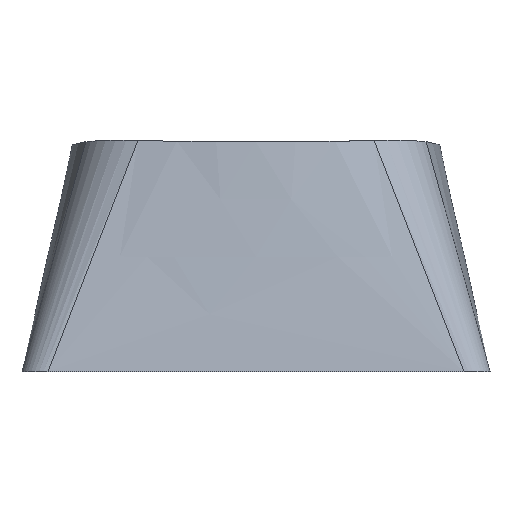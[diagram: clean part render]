
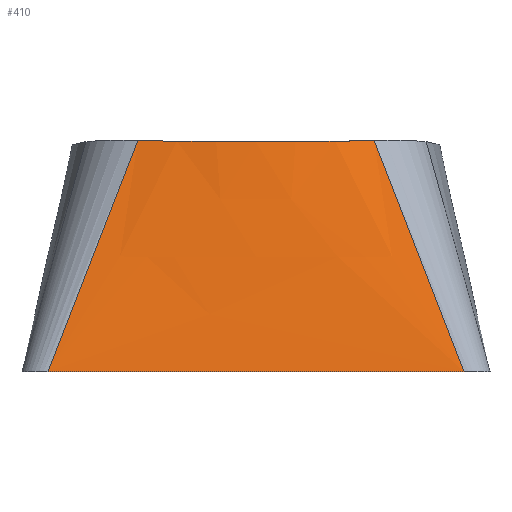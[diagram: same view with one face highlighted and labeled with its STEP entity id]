
A CAD part, front view. The second image highlights one B-rep face of the part: STEP entity #410.
In plain terms, the highlighted free-form (B-spline) face has degree [3, 1] with [10, 2] control points.
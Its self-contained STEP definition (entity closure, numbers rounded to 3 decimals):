
#315=CARTESIAN_POINT('',(51.543,-25.53,-0.11));
#316=VERTEX_POINT('',#315);
#333=CARTESIAN_POINT('',(55.,-28.,-9.));
#334=VERTEX_POINT('',#333);
#335=CARTESIAN_POINT('',(51.543,-25.53,-0.11));
#336=DIRECTION('',(0.351,-0.251,-0.902));
#337=VECTOR('',#336,9.854);
#338=LINE('',#335,#337);
#339=EDGE_CURVE('',#316,#334,#338,.T.);
#351=CARTESIAN_POINT('',(39.,-28.,-9.));
#352=CARTESIAN_POINT('',(42.457,-25.53,-0.11));
#353=CARTESIAN_POINT('',(40.333,-28.,-9.));
#354=CARTESIAN_POINT('',(43.203,-25.693,-0.11));
#355=CARTESIAN_POINT('',(41.667,-28.,-9.));
#356=CARTESIAN_POINT('',(43.957,-25.816,-0.11));
#357=CARTESIAN_POINT('',(44.333,-28.,-9.));
#358=CARTESIAN_POINT('',(45.474,-25.982,-0.11));
#359=CARTESIAN_POINT('',(45.667,-28.,-9.));
#360=CARTESIAN_POINT('',(46.237,-26.024,-0.11));
#361=CARTESIAN_POINT('',(48.333,-28.,-9.));
#362=CARTESIAN_POINT('',(47.763,-26.024,-0.11));
#363=CARTESIAN_POINT('',(49.667,-28.,-9.));
#364=CARTESIAN_POINT('',(48.526,-25.982,-0.11));
#365=CARTESIAN_POINT('',(52.333,-28.,-9.));
#366=CARTESIAN_POINT('',(50.043,-25.816,-0.11));
#367=CARTESIAN_POINT('',(53.667,-28.,-9.));
#368=CARTESIAN_POINT('',(50.797,-25.693,-0.11));
#369=CARTESIAN_POINT('',(55.,-28.,-9.));
#370=CARTESIAN_POINT('',(51.543,-25.53,-0.11));
#371=B_SPLINE_SURFACE_WITH_KNOTS('',3,1,((#351,#352),(#353,#354),(#355,#356),(#357,#358),(#359,#360),(#361,#362),(#363,#364),(#365,#366),(#367,#368),(#369,#370)),.UNSPECIFIED.,.F.,.F.,.U.,(4,2,2,2,4),(2,2),(0.,0.25,0.5,0.75,1.),(0.,0.988),.UNSPECIFIED.);
#372=ORIENTED_EDGE('',*,*,#339,.F.);
#373=CARTESIAN_POINT('',(42.457,-25.53,-0.11));
#374=VERTEX_POINT('',#373);
#375=CARTESIAN_POINT('',(51.543,-25.53,-0.11));
#376=CARTESIAN_POINT('',(50.797,-25.699,-0.128));
#377=CARTESIAN_POINT('',(50.044,-25.826,-0.142));
#378=CARTESIAN_POINT('',(49.284,-25.91,-0.152));
#379=CARTESIAN_POINT('',(48.524,-25.995,-0.161));
#380=CARTESIAN_POINT('',(47.76,-26.037,-0.166));
#381=CARTESIAN_POINT('',(46.996,-26.037,-0.166));
#382=CARTESIAN_POINT('',(46.614,-26.037,-0.166));
#383=CARTESIAN_POINT('',(46.231,-26.026,-0.164));
#384=CARTESIAN_POINT('',(45.85,-26.005,-0.162));
#385=CARTESIAN_POINT('',(45.469,-25.984,-0.16));
#386=CARTESIAN_POINT('',(45.09,-25.952,-0.156));
#387=CARTESIAN_POINT('',(44.711,-25.91,-0.152));
#388=CARTESIAN_POINT('',(43.955,-25.825,-0.142));
#389=CARTESIAN_POINT('',(43.203,-25.699,-0.128));
#390=CARTESIAN_POINT('',(42.457,-25.53,-0.11));
#391=B_SPLINE_CURVE_WITH_KNOTS('',3,(#375,#376,#377,#378,#379,#380,#381,#382,#383,#384,#385,#386,#387,#388,#389,#390),.UNSPECIFIED.,.F.,.F.,(4,3,3,3,3,4),(0.,0.002,0.005,0.006,0.007,0.009),.UNSPECIFIED.);
#392=EDGE_CURVE('',#316,#374,#391,.T.);
#393=ORIENTED_EDGE('',*,*,#392,.T.);
#394=CARTESIAN_POINT('',(39.,-28.,-9.));
#395=VERTEX_POINT('',#394);
#396=CARTESIAN_POINT('',(42.457,-25.53,-0.11));
#397=DIRECTION('',(-0.351,-0.251,-0.902));
#398=VECTOR('',#397,9.854);
#399=LINE('',#396,#398);
#400=EDGE_CURVE('',#374,#395,#399,.T.);
#401=ORIENTED_EDGE('',*,*,#400,.T.);
#402=CARTESIAN_POINT('',(55.,-28.,-9.));
#403=DIRECTION('',(-1.,-0.,0.));
#404=VECTOR('',#403,16.);
#405=LINE('',#402,#404);
#406=EDGE_CURVE('',#334,#395,#405,.T.);
#407=ORIENTED_EDGE('',*,*,#406,.F.);
#408=EDGE_LOOP('',(#372,#393,#401,#407));
#409=FACE_BOUND('',#408,.T.);
#410=ADVANCED_FACE('',(#409),#371,.T.);
